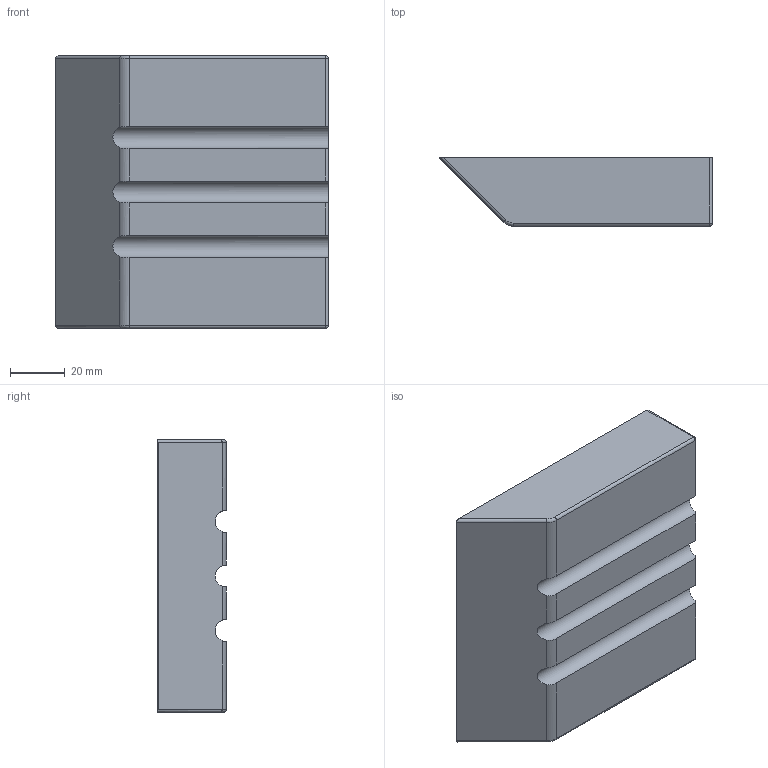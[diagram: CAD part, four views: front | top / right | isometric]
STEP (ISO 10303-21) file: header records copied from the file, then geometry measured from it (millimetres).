
FILE_DESCRIPTION (( 'STEP AP203' ), '1' );
FILE_NAME ('part 1.STEP', '2022-04-26T20:46:45', ( '' ), ( '' ), 'SwSTEP 2.0', 'SolidWorks 2021', '' );
FILE_SCHEMA (( 'CONFIG_CONTROL_DESIGN' ));
Length unit declared in the file: millimetre
Products named in the file (1): part 1
Bounding box: 100 x 25 x 100 mm (x, y, z)
Volume: 20445.4 mm3; surface area: 37193.5 mm2
Topology: 1 solids, 1 shells, 46 faces, 122 edges, 76 vertices
Faces by surface type: cylinder 25, plane 17, torus 2, sphere 2
Entity records: 1603 total; most frequent: CARTESIAN_POINT 435, ORIENTED_EDGE 240, DIRECTION 214, EDGE_CURVE 120, VERTEX_POINT 76, AXIS2_PLACEMENT_3D 73, VECTOR 68, LINE 68
